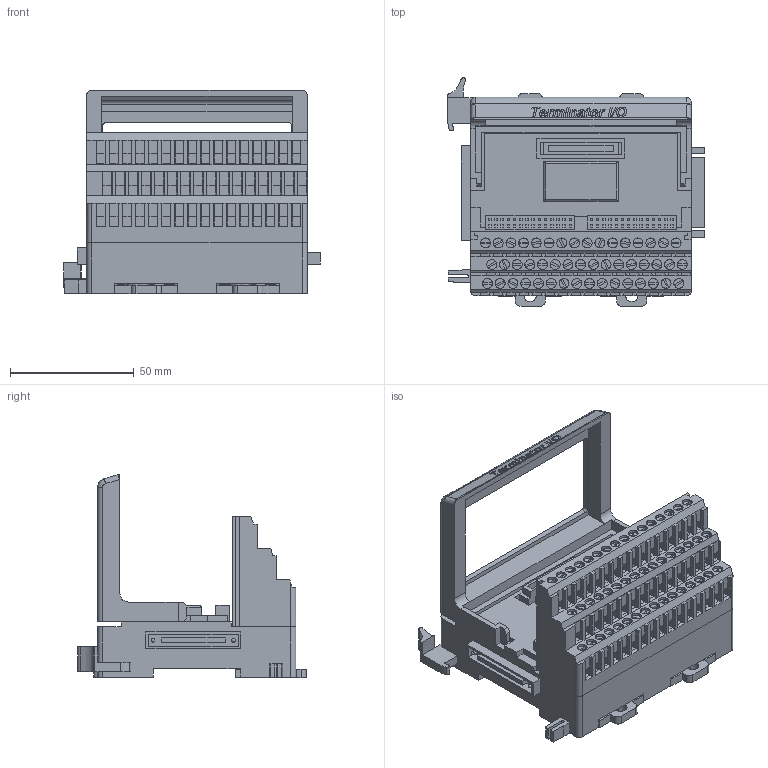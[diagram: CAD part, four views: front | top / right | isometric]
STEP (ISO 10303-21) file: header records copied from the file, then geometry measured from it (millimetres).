
FILE_DESCRIPTION (( 'STEP AP214' ), '1' );
FILE_NAME ('T1K-16B.STEP', '2013-11-05T14:05:21', ( '' ), ( '' ), 'SwSTEP 2.0', 'SolidWorks 2013', '' );
FILE_SCHEMA (( 'AUTOMOTIVE_DESIGN' ));
Length unit declared in the file: millimetre
Products named in the file (1): T1K-16B
Bounding box: 103.5 x 92.07 x 82.17 mm (x, y, z)
Volume: 238243.7 mm3; surface area: 76089.1 mm2
Topology: 64 solids, 64 shells, 1871 faces, 4665 edges, 2995 vertices
Faces by surface type: plane 1489, cylinder 277, bspline 99, sphere 4, torus 2
Entity records: 74833 total; most frequent: CARTESIAN_POINT 14131, ORIENTED_EDGE 9314, DIRECTION 8747, EDGE_CURVE 4657, VECTOR 3709, LINE 3709, VERTEX_POINT 2991, AXIS2_PLACEMENT_3D 2519
